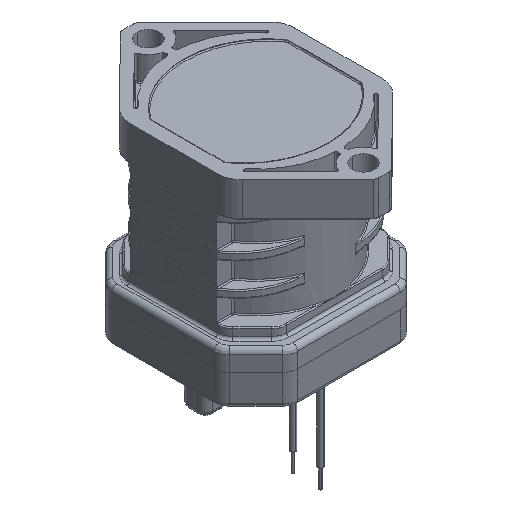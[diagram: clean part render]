
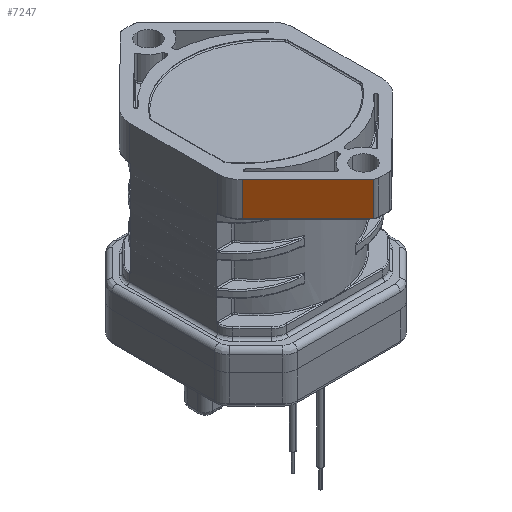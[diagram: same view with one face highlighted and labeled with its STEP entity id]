
A CAD part, isometric view. The second image highlights one B-rep face of the part: STEP entity #7247.
In plain terms, the highlighted planar face has unit normal (-0.702, -0.712, 0).
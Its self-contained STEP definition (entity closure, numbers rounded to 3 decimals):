
#852 = DIRECTION ( 'NONE',  ( -0.702, -0.712, 0. ) ) ;
#1160 = ORIENTED_EDGE ( 'NONE', *, *, #26725, .T. ) ;
#1174 = EDGE_CURVE ( 'NONE', #3178, #17104, #17369, .T. ) ;
#2946 = FACE_OUTER_BOUND ( 'NONE', #5195, .T. ) ;
#3178 = VERTEX_POINT ( 'NONE', #21265 ) ;
#5195 = EDGE_LOOP ( 'NONE', ( #14988, #24085, #16087, #1160 ) ) ;
#6473 = DIRECTION ( 'NONE',  ( -0.712, 0.702, 0. ) ) ;
#6630 = LINE ( 'NONE', #15767, #17563 ) ;
#7247 = ADVANCED_FACE ( 'NONE', ( #2946 ), #28660, .T. ) ;
#8437 = VERTEX_POINT ( 'NONE', #10944 ) ;
#8493 = LINE ( 'NONE', #29697, #13988 ) ;
#10541 = EDGE_CURVE ( 'NONE', #3178, #13913, #21014, .T. ) ;
#10944 = CARTESIAN_POINT ( 'NONE',  ( -1.816, -25.342, 29.55 ) ) ;
#13913 = VERTEX_POINT ( 'NONE', #22114 ) ;
#13988 = VECTOR ( 'NONE', #6473, 1000. ) ;
#14988 = ORIENTED_EDGE ( 'NONE', *, *, #1174, .F. ) ;
#15287 = EDGE_CURVE ( 'NONE', #13913, #8437, #6630, .T. ) ;
#15767 = CARTESIAN_POINT ( 'NONE',  ( -1.816, -25.342, 61.05 ) ) ;
#16087 = ORIENTED_EDGE ( 'NONE', *, *, #15287, .T. ) ;
#16973 = CARTESIAN_POINT ( 'NONE',  ( -1.524, -25.63, 22.75 ) ) ;
#17104 = VERTEX_POINT ( 'NONE', #23071 ) ;
#17132 = DIRECTION ( 'NONE',  ( -0.712, 0.702, 0. ) ) ;
#17369 = LINE ( 'NONE', #24889, #22081 ) ;
#17563 = VECTOR ( 'NONE', #20435, 1000. ) ;
#17881 = DIRECTION ( 'NONE',  ( 0., 0., 1. ) ) ;
#19377 = CARTESIAN_POINT ( 'NONE',  ( -1.524, -25.63, 61.05 ) ) ;
#20435 = DIRECTION ( 'NONE',  ( 0., 0., 1. ) ) ;
#21014 = LINE ( 'NONE', #16973, #21747 ) ;
#21265 = CARTESIAN_POINT ( 'NONE',  ( -15.033, -12.323, 22.75 ) ) ;
#21747 = VECTOR ( 'NONE', #28888, 1000. ) ;
#22081 = VECTOR ( 'NONE', #17881, 1000. ) ;
#22114 = CARTESIAN_POINT ( 'NONE',  ( -1.816, -25.342, 22.75 ) ) ;
#23071 = CARTESIAN_POINT ( 'NONE',  ( -15.033, -12.323, 29.55 ) ) ;
#24085 = ORIENTED_EDGE ( 'NONE', *, *, #10541, .T. ) ;
#24889 = CARTESIAN_POINT ( 'NONE',  ( -15.033, -12.323, 75.176 ) ) ;
#26725 = EDGE_CURVE ( 'NONE', #8437, #17104, #8493, .T. ) ;
#27502 = AXIS2_PLACEMENT_3D ( 'NONE', #19377, #852, #17132 ) ;
#28660 = PLANE ( 'NONE',  #27502 ) ;
#28888 = DIRECTION ( 'NONE',  ( 0.712, -0.702, 0. ) ) ;
#29697 = CARTESIAN_POINT ( 'NONE',  ( -1.816, -25.342, 29.55 ) ) ;
